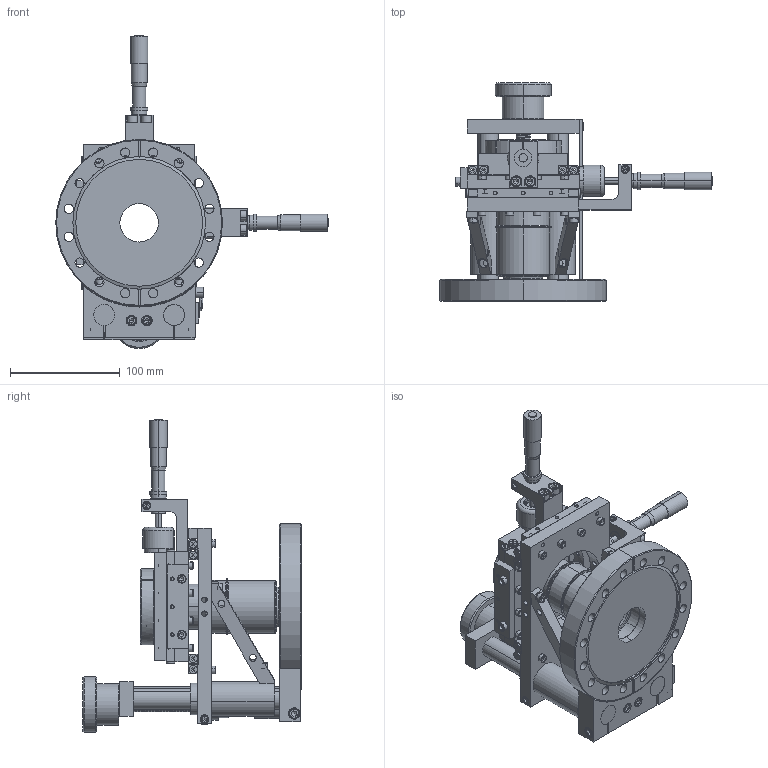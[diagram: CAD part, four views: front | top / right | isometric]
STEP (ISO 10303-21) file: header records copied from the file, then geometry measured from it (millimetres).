
FILE_DESCRIPTION (( 'STEP AP214' ), '1' );
FILE_NAME ('EC-B600C-T275T-1.39-2, AP214.STEP', '2021-11-19T04:45:30', ( '' ), ( '' ), 'SwSTEP 2.0', 'SolidWorks 2010', '' );
FILE_SCHEMA (( 'AUTOMOTIVE_DESIGN' ));
Length unit declared in the file: inch
Products named in the file (1): EC-B600C-T275T-1.39-2, AP214
Bounding box: 247.75 x 198.65 x 284.64 mm (x, y, z)
Surface area: 329981.3 mm2 (no closed solid volume)
Topology: 0 solids, 184 shells, 1647 faces, 5478 edges, 3835 vertices
Faces by surface type: plane 803, cylinder 528, cone 300, torus 14, bspline 2
Entity records: 89630 total; most frequent: CARTESIAN_POINT 20577, DIRECTION 10149, ORIENTED_EDGE 8540, EDGE_CURVE 5412, VERTEX_POINT 3835, VECTOR 3441, LINE 3441, AXIS2_PLACEMENT_3D 3354
